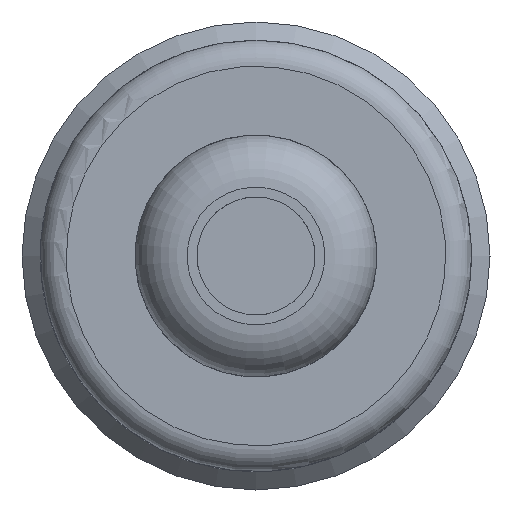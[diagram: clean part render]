
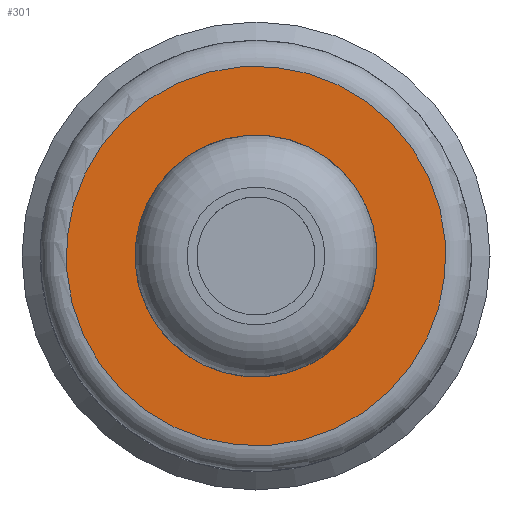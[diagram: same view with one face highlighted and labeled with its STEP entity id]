
A CAD part, left-side view. The second image highlights one B-rep face of the part: STEP entity #301.
In plain terms, the highlighted planar face has unit normal (-1, 0, 0).
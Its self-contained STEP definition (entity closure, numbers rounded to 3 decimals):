
#301 = ADVANCED_FACE( '', ( #693, #694 ), #695, .F. );
#693 = FACE_BOUND( '', #1183, .T. );
#694 = FACE_OUTER_BOUND( '', #1184, .T. );
#695 = PLANE( '', #1185 );
#1183 = EDGE_LOOP( '', ( #1982 ) );
#1184 = EDGE_LOOP( '', ( #1983 ) );
#1185 = AXIS2_PLACEMENT_3D( '', #1984, #1985, #1986 );
#1982 = ORIENTED_EDGE( '', *, *, #2735, .F. );
#1983 = ORIENTED_EDGE( '', *, *, #2749, .T. );
#1984 = CARTESIAN_POINT( '', ( -2., 0., 0. ) );
#1985 = DIRECTION( '', ( 1., 0., 0. ) );
#1986 = DIRECTION( '', ( 0., 0.825, -0.565 ) );
#2735 = EDGE_CURVE( '', #3265, #3265, #3266, .F. );
#2749 = EDGE_CURVE( '', #3287, #3287, #3288, .F. );
#3265 = VERTEX_POINT( '', #4115 );
#3266 = CIRCLE( '', #4116, 4.65 );
#3287 = VERTEX_POINT( '', #4137 );
#3288 = CIRCLE( '', #4138, 7.3 );
#4115 = CARTESIAN_POINT( '', ( -2., 0., -4.65 ) );
#4116 = AXIS2_PLACEMENT_3D( '', #4848, #4849, #4850 );
#4137 = CARTESIAN_POINT( '', ( -2., 6.024, -4.124 ) );
#4138 = AXIS2_PLACEMENT_3D( '', #4875, #4876, #4877 );
#4848 = CARTESIAN_POINT( '', ( -2., 0., 0. ) );
#4849 = DIRECTION( '', ( 1., 0., 0. ) );
#4850 = DIRECTION( '', ( 0., 0., -1. ) );
#4875 = CARTESIAN_POINT( '', ( -2., 0., 0. ) );
#4876 = DIRECTION( '', ( 1., 0., 0. ) );
#4877 = DIRECTION( '', ( 0., 0.825, -0.565 ) );
